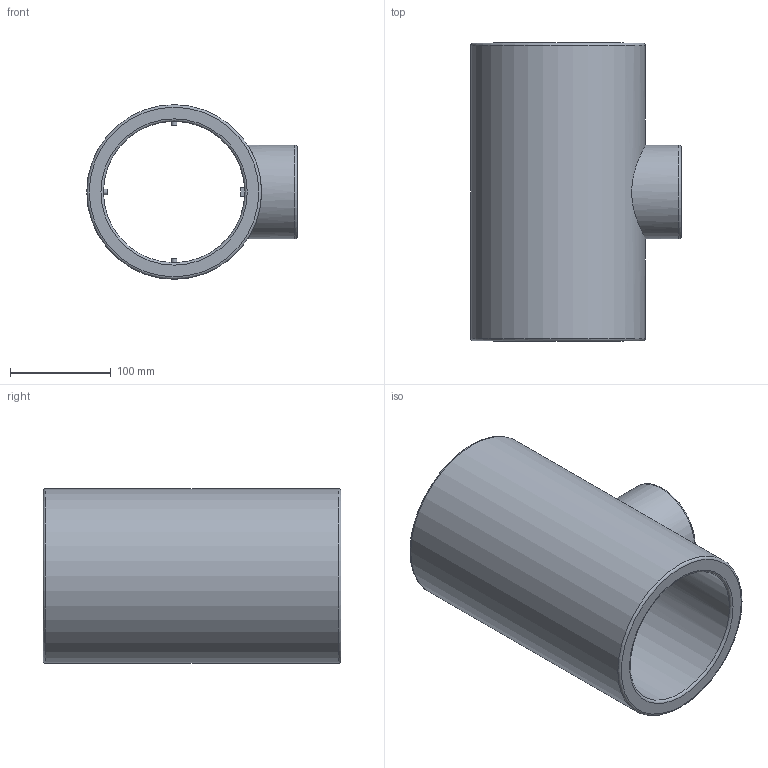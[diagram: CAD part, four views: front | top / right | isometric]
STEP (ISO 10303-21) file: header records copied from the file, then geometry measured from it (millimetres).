
FILE_DESCRIPTION( ( 'STEP AP214' ), ' ' );
FILE_NAME( '2.03.135.stp', '2015-08-03T12:28:10', ( '' ), ( '' ), ' ', 'PARTsolutions', ' ' );
FILE_SCHEMA( ( 'AUTOMOTIVE_DESIGN { 1 0 10303 214 1 1 1 1 }' ) );
Length unit declared in the file: millimetre
Products named in the file (1): _2.03.135
Bounding box: 208.5 x 295 x 173 mm (x, y, z)
Volume: 2425397.8 mm3; surface area: 325213.7 mm2
Topology: 1 solids, 1 shells, 50 faces, 126 edges, 82 vertices
Faces by surface type: plane 34, cylinder 10, torus 6
Full cylindrical faces by diameter (mm): 75 x1, 93 x1, 140 x1, 173 x1
Entity records: 2250 total; most frequent: CARTESIAN_POINT 698, DIRECTION 228, ORIENTED_EDGE 218, EDGE_CURVE 109, AXIS2_PLACEMENT_3D 77, VERTEX_POINT 77, LINE 74, VECTOR 74
